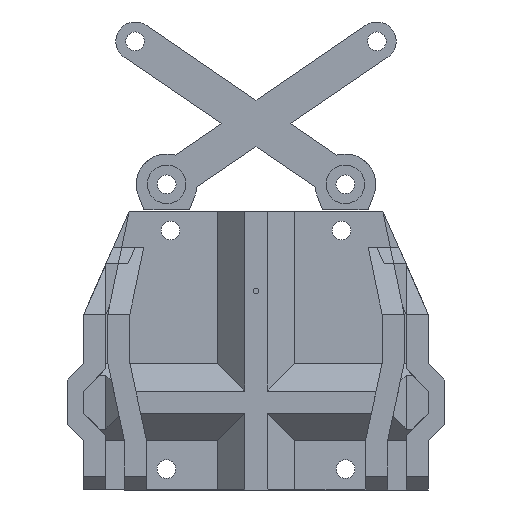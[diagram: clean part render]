
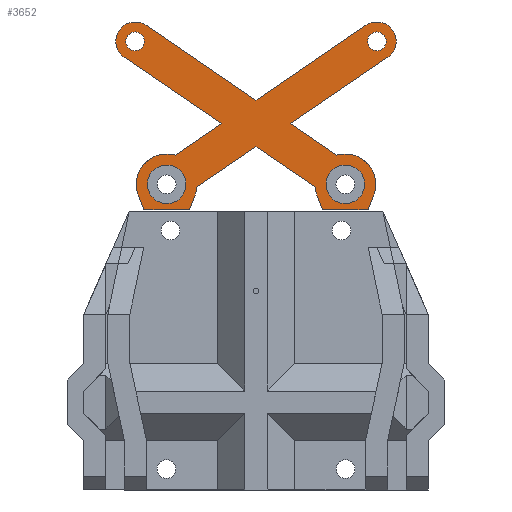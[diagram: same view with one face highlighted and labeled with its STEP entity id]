
A CAD part, front view. The second image highlights one B-rep face of the part: STEP entity #3652.
In plain terms, the highlighted planar face has unit normal (0, -1, 0).
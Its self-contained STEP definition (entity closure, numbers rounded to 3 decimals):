
#79=FACE_BOUND('',#647,.T.);
#80=FACE_BOUND('',#648,.T.);
#81=FACE_BOUND('',#649,.T.);
#82=FACE_BOUND('',#650,.T.);
#235=PLANE('',#3921);
#416=FACE_OUTER_BOUND('',#646,.T.);
#646=EDGE_LOOP('',(#3408,#3409,#3410,#3411,#3412,#3413,#3414,#3415,#3416,
#3417,#3418,#3419,#3420,#3421,#3422,#3423,#3424,#3425,#3426,#3427));
#647=EDGE_LOOP('',(#3428));
#648=EDGE_LOOP('',(#3429));
#649=EDGE_LOOP('',(#3430));
#650=EDGE_LOOP('',(#3431));
#1047=LINE('',#5730,#1491);
#1051=LINE('',#5739,#1495);
#1055=LINE('',#5747,#1499);
#1058=LINE('',#5754,#1502);
#1062=LINE('',#5762,#1506);
#1065=LINE('',#5769,#1509);
#1069=LINE('',#5777,#1513);
#1072=LINE('',#5783,#1516);
#1078=LINE('',#5800,#1522);
#1082=LINE('',#5814,#1526);
#1086=LINE('',#5825,#1530);
#1092=LINE('',#5860,#1536);
#1096=LINE('',#5873,#1540);
#1098=LINE('',#5876,#1542);
#1491=VECTOR('',#4704,10.);
#1495=VECTOR('',#4710,10.);
#1499=VECTOR('',#4716,10.);
#1502=VECTOR('',#4721,10.);
#1506=VECTOR('',#4727,10.);
#1509=VECTOR('',#4732,10.);
#1513=VECTOR('',#4738,10.);
#1516=VECTOR('',#4743,10.);
#1522=VECTOR('',#4757,10.);
#1526=VECTOR('',#4773,10.);
#1530=VECTOR('',#4787,10.);
#1536=VECTOR('',#4831,10.);
#1540=VECTOR('',#4845,10.);
#1542=VECTOR('',#4849,10.);
#1581=CIRCLE('',#3883,3.5);
#1583=CIRCLE('',#3887,5.5);
#1585=CIRCLE('',#3889,5.5);
#1589=CIRCLE('',#3899,1.7);
#1592=CIRCLE('',#3903,3.5);
#1593=CIRCLE('',#3905,1.7);
#1595=CIRCLE('',#3908,3.5);
#1598=CIRCLE('',#3913,3.5);
#1600=CIRCLE('',#3917,5.5);
#1602=CIRCLE('',#3919,5.5);
#1883=VERTEX_POINT('',#5728);
#1884=VERTEX_POINT('',#5729);
#1887=VERTEX_POINT('',#5737);
#1888=VERTEX_POINT('',#5738);
#1891=VERTEX_POINT('',#5746);
#1893=VERTEX_POINT('',#5752);
#1894=VERTEX_POINT('',#5753);
#1897=VERTEX_POINT('',#5761);
#1899=VERTEX_POINT('',#5767);
#1900=VERTEX_POINT('',#5768);
#1903=VERTEX_POINT('',#5776);
#1905=VERTEX_POINT('',#5782);
#1907=VERTEX_POINT('',#5788);
#1911=VERTEX_POINT('',#5797);
#1912=VERTEX_POINT('',#5799);
#1913=VERTEX_POINT('',#5803);
#1916=VERTEX_POINT('',#5813);
#1919=VERTEX_POINT('',#5828);
#1921=VERTEX_POINT('',#5837);
#1923=VERTEX_POINT('',#5848);
#1927=VERTEX_POINT('',#5857);
#1928=VERTEX_POINT('',#5859);
#1929=VERTEX_POINT('',#5863);
#1932=VERTEX_POINT('',#5872);
#2361=EDGE_CURVE('',#1883,#1884,#1047,.T.);
#2365=EDGE_CURVE('',#1887,#1888,#1051,.T.);
#2369=EDGE_CURVE('',#1887,#1891,#1055,.T.);
#2372=EDGE_CURVE('',#1893,#1894,#1058,.T.);
#2376=EDGE_CURVE('',#1897,#1893,#1062,.T.);
#2379=EDGE_CURVE('',#1899,#1900,#1065,.T.);
#2383=EDGE_CURVE('',#1903,#1900,#1069,.T.);
#2386=EDGE_CURVE('',#1905,#1883,#1072,.T.);
#2389=EDGE_CURVE('',#1907,#1907,#1581,.T.);
#2394=EDGE_CURVE('',#1912,#1911,#1078,.T.);
#2396=EDGE_CURVE('',#1913,#1888,#1583,.T.);
#2399=EDGE_CURVE('',#1884,#1912,#1585,.T.);
#2402=EDGE_CURVE('',#1916,#1913,#1082,.T.);
#2408=EDGE_CURVE('',#1911,#1916,#1086,.T.);
#2409=EDGE_CURVE('',#1919,#1919,#1589,.T.);
#2413=EDGE_CURVE('',#1897,#1899,#1592,.T.);
#2414=EDGE_CURVE('',#1921,#1921,#1593,.T.);
#2417=EDGE_CURVE('',#1903,#1905,#1595,.T.);
#2420=EDGE_CURVE('',#1923,#1923,#1598,.T.);
#2425=EDGE_CURVE('',#1928,#1927,#1092,.T.);
#2427=EDGE_CURVE('',#1929,#1894,#1600,.T.);
#2430=EDGE_CURVE('',#1891,#1928,#1602,.T.);
#2432=EDGE_CURVE('',#1932,#1929,#1096,.T.);
#2434=EDGE_CURVE('',#1927,#1932,#1098,.T.);
#3408=ORIENTED_EDGE('',*,*,#2434,.T.);
#3409=ORIENTED_EDGE('',*,*,#2432,.T.);
#3410=ORIENTED_EDGE('',*,*,#2427,.T.);
#3411=ORIENTED_EDGE('',*,*,#2372,.F.);
#3412=ORIENTED_EDGE('',*,*,#2376,.F.);
#3413=ORIENTED_EDGE('',*,*,#2413,.T.);
#3414=ORIENTED_EDGE('',*,*,#2379,.T.);
#3415=ORIENTED_EDGE('',*,*,#2383,.F.);
#3416=ORIENTED_EDGE('',*,*,#2417,.T.);
#3417=ORIENTED_EDGE('',*,*,#2386,.T.);
#3418=ORIENTED_EDGE('',*,*,#2361,.T.);
#3419=ORIENTED_EDGE('',*,*,#2399,.T.);
#3420=ORIENTED_EDGE('',*,*,#2394,.T.);
#3421=ORIENTED_EDGE('',*,*,#2408,.T.);
#3422=ORIENTED_EDGE('',*,*,#2402,.T.);
#3423=ORIENTED_EDGE('',*,*,#2396,.T.);
#3424=ORIENTED_EDGE('',*,*,#2365,.F.);
#3425=ORIENTED_EDGE('',*,*,#2369,.T.);
#3426=ORIENTED_EDGE('',*,*,#2430,.T.);
#3427=ORIENTED_EDGE('',*,*,#2425,.T.);
#3428=ORIENTED_EDGE('',*,*,#2414,.T.);
#3429=ORIENTED_EDGE('',*,*,#2389,.T.);
#3430=ORIENTED_EDGE('',*,*,#2409,.T.);
#3431=ORIENTED_EDGE('',*,*,#2420,.T.);
#3652=ADVANCED_FACE('',(#416,#79,#80,#81,#82),#235,.T.);
#3883=AXIS2_PLACEMENT_3D('',#5789,#4748,#4749);
#3887=AXIS2_PLACEMENT_3D('',#5804,#4761,#4762);
#3889=AXIS2_PLACEMENT_3D('',#5808,#4766,#4767);
#3899=AXIS2_PLACEMENT_3D('',#5829,#4792,#4793);
#3903=AXIS2_PLACEMENT_3D('',#5835,#4801,#4802);
#3905=AXIS2_PLACEMENT_3D('',#5838,#4805,#4806);
#3908=AXIS2_PLACEMENT_3D('',#5843,#4812,#4813);
#3913=AXIS2_PLACEMENT_3D('',#5849,#4822,#4823);
#3917=AXIS2_PLACEMENT_3D('',#5864,#4835,#4836);
#3919=AXIS2_PLACEMENT_3D('',#5868,#4840,#4841);
#3921=AXIS2_PLACEMENT_3D('',#5875,#4847,#4848);
#4704=DIRECTION('',(-0.827,0.,-0.563));
#4710=DIRECTION('',(-0.827,0.,-0.563));
#4716=DIRECTION('',(0.827,0.,-0.563));
#4721=DIRECTION('',(0.827,0.,-0.563));
#4727=DIRECTION('',(-0.827,0.,-0.563));
#4732=DIRECTION('',(-0.827,0.,-0.563));
#4738=DIRECTION('',(0.827,0.,-0.563));
#4743=DIRECTION('',(0.827,0.,-0.563));
#4748=DIRECTION('center_axis',(0.,1.,0.));
#4749=DIRECTION('ref_axis',(1.,0.,0.));
#4757=DIRECTION('',(0.354,0.,-0.935));
#4761=DIRECTION('center_axis',(0.,-1.,0.));
#4762=DIRECTION('ref_axis',(0.935,0.,-0.354));
#4766=DIRECTION('center_axis',(0.,-1.,0.));
#4767=DIRECTION('ref_axis',(0.935,0.,-0.354));
#4773=DIRECTION('',(0.354,0.,0.935));
#4787=DIRECTION('',(1.,0.,0.));
#4792=DIRECTION('center_axis',(0.,1.,0.));
#4793=DIRECTION('ref_axis',(1.,0.,0.));
#4801=DIRECTION('center_axis',(0.,-1.,0.));
#4802=DIRECTION('ref_axis',(1.,0.,0.));
#4805=DIRECTION('center_axis',(0.,1.,0.));
#4806=DIRECTION('ref_axis',(1.,0.,0.));
#4812=DIRECTION('center_axis',(0.,-1.,0.));
#4813=DIRECTION('ref_axis',(1.,0.,0.));
#4822=DIRECTION('center_axis',(0.,1.,0.));
#4823=DIRECTION('ref_axis',(1.,0.,0.));
#4831=DIRECTION('',(0.354,0.,-0.935));
#4835=DIRECTION('center_axis',(0.,-1.,0.));
#4836=DIRECTION('ref_axis',(0.935,0.,-0.354));
#4840=DIRECTION('center_axis',(0.,-1.,0.));
#4841=DIRECTION('ref_axis',(0.935,0.,-0.354));
#4845=DIRECTION('',(0.354,0.,0.935));
#4847=DIRECTION('center_axis',(0.,-1.,0.));
#4848=DIRECTION('ref_axis',(1.,0.,0.));
#4849=DIRECTION('',(1.,0.,0.));
#5728=CARTESIAN_POINT('',(-6.22,-12.8,30.57));
#5729=CARTESIAN_POINT('',(-14.662,-12.8,24.823));
#5730=CARTESIAN_POINT('',(19.951,-12.8,48.384));
#5737=CARTESIAN_POINT('',(0.,-12.8,26.336));
#5738=CARTESIAN_POINT('',(-10.723,-12.8,19.037));
#5739=CARTESIAN_POINT('',(23.889,-12.8,42.597));
#5746=CARTESIAN_POINT('',(10.723,-12.8,19.037));
#5747=CARTESIAN_POINT('',(-23.889,-12.8,42.597));
#5752=CARTESIAN_POINT('',(6.22,-12.8,30.57));
#5753=CARTESIAN_POINT('',(14.662,-12.8,24.823));
#5754=CARTESIAN_POINT('',(-19.951,-12.8,48.384));
#5761=CARTESIAN_POINT('',(23.889,-12.8,42.597));
#5762=CARTESIAN_POINT('',(23.889,-12.8,42.597));
#5767=CARTESIAN_POINT('',(19.951,-12.8,48.384));
#5768=CARTESIAN_POINT('',(0.,-12.8,34.804));
#5769=CARTESIAN_POINT('',(19.951,-12.8,48.384));
#5776=CARTESIAN_POINT('',(-19.951,-12.8,48.384));
#5777=CARTESIAN_POINT('',(-19.951,-12.8,48.384));
#5782=CARTESIAN_POINT('',(-23.889,-12.8,42.597));
#5783=CARTESIAN_POINT('',(-23.889,-12.8,42.597));
#5788=CARTESIAN_POINT('',(-19.7,-12.8,19.543));
#5789=CARTESIAN_POINT('Origin',(-16.2,-12.8,19.543));
#5797=CARTESIAN_POINT('',(-20.339,-12.8,14.943));
#5799=CARTESIAN_POINT('',(-21.343,-12.8,17.594));
#5800=CARTESIAN_POINT('',(-21.343,-12.8,17.594));
#5803=CARTESIAN_POINT('',(-11.057,-12.8,17.594));
#5804=CARTESIAN_POINT('Origin',(-16.2,-12.8,19.543));
#5808=CARTESIAN_POINT('Origin',(-16.2,-12.8,19.543));
#5813=CARTESIAN_POINT('',(-12.061,-12.8,14.943));
#5814=CARTESIAN_POINT('',(-12.819,-12.8,12.943));
#5825=CARTESIAN_POINT('',(-18.2,-12.8,14.943));
#5828=CARTESIAN_POINT('',(20.22,-12.8,45.491));
#5829=CARTESIAN_POINT('Origin',(21.92,-12.8,45.491));
#5835=CARTESIAN_POINT('Origin',(21.92,-12.8,45.491));
#5837=CARTESIAN_POINT('',(-23.62,-12.8,45.491));
#5838=CARTESIAN_POINT('Origin',(-21.92,-12.8,45.491));
#5843=CARTESIAN_POINT('Origin',(-21.92,-12.8,45.491));
#5848=CARTESIAN_POINT('',(12.7,-12.8,19.543));
#5849=CARTESIAN_POINT('Origin',(16.2,-12.8,19.543));
#5857=CARTESIAN_POINT('',(12.061,-12.8,14.943));
#5859=CARTESIAN_POINT('',(11.057,-12.8,17.594));
#5860=CARTESIAN_POINT('',(11.057,-12.8,17.594));
#5863=CARTESIAN_POINT('',(21.343,-12.8,17.594));
#5864=CARTESIAN_POINT('Origin',(16.2,-12.8,19.543));
#5868=CARTESIAN_POINT('Origin',(16.2,-12.8,19.543));
#5872=CARTESIAN_POINT('',(20.339,-12.8,14.943));
#5873=CARTESIAN_POINT('',(19.581,-12.8,12.943));
#5875=CARTESIAN_POINT('Origin',(16.2,-12.8,19.993));
#5876=CARTESIAN_POINT('',(14.2,-12.8,14.943));
